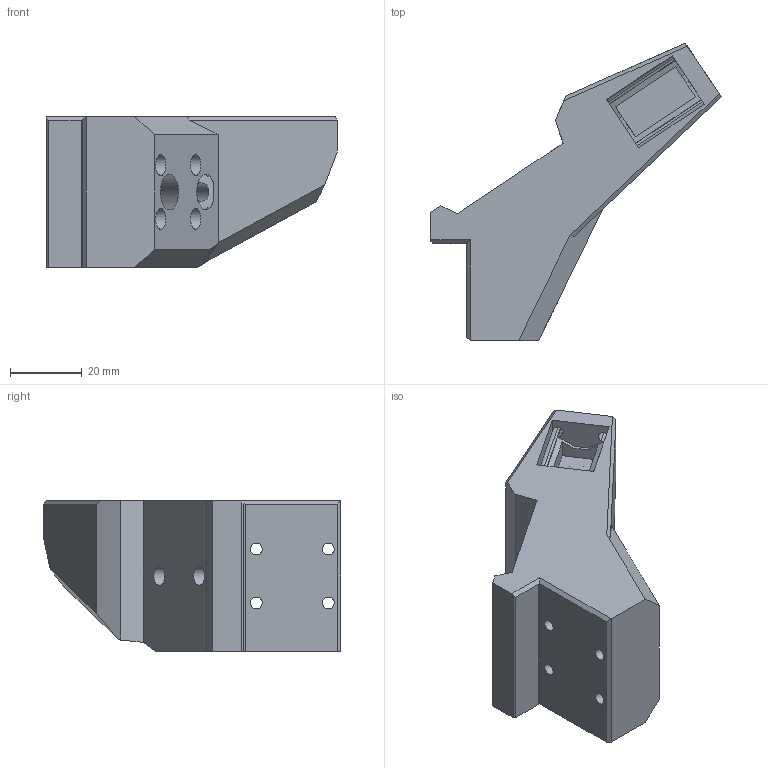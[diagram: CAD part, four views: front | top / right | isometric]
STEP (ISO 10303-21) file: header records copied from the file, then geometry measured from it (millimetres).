
FILE_DESCRIPTION(/* description */ (''),/* implementation_level */ '2;1');
FILE_NAME(/* name */ 'V-Core-heat-inset_bed_arm_left.step',/* time_stamp */ '2022-03-04T15:28:58+01:00',/* author */ (''),/* organization */ (''),/* preprocessor_version */ 'ST-DEVELOPER v18.1',/* originating_system */ 'Autodesk Translation Framework v10.13.0.1454',/* authorisation */ '');
FILE_SCHEMA (('AUTOMOTIVE_DESIGN { 1 0 10303 214 3 1 1 }'));
Length unit declared in the file: millimetre
Products named in the file (1): Essentials_V-Core-400_bed_arm_left
Bounding box: 80.81 x 82.86 x 42 mm (x, y, z)
Volume: 87953.6 mm3; surface area: 18038.2 mm2
Topology: 1 solids, 3 shells, 92 faces, 231 edges, 153 vertices
Faces by surface type: plane 74, cylinder 18
Full cylindrical faces by diameter (mm): 3.3 x6, 4.5 x2, 5.3 x2, 5.8 x4, 10 x1
Entity records: 2799 total; most frequent: CARTESIAN_POINT 477, ORIENTED_EDGE 462, DIRECTION 457, EDGE_CURVE 231, LINE 191, VECTOR 191, VERTEX_POINT 153, AXIS2_PLACEMENT_3D 133
